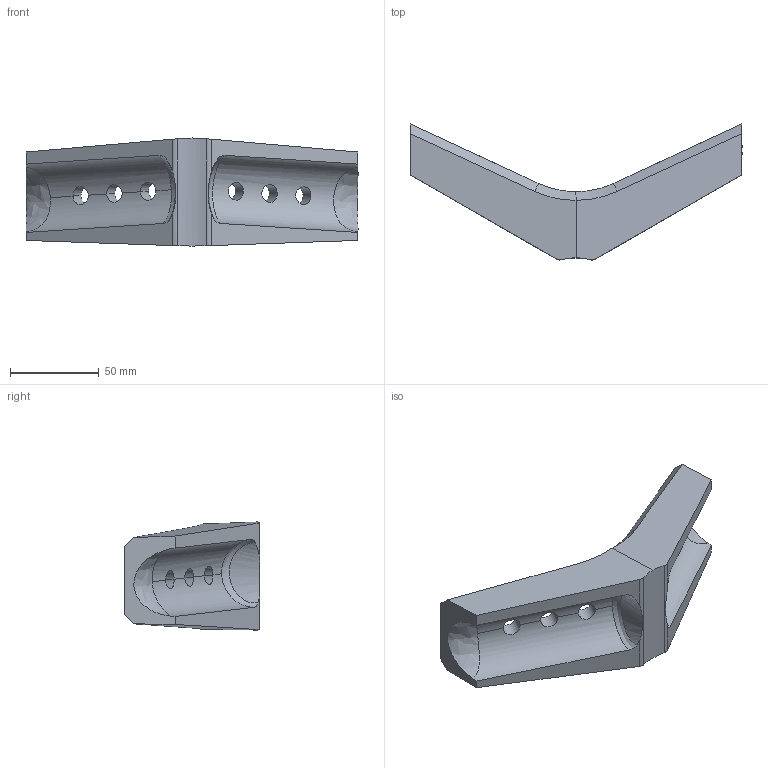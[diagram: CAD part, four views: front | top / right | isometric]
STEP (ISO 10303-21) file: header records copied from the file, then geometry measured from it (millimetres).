
FILE_DESCRIPTION (( 'STEP AP214' ), '1' );
FILE_NAME ('15 - frame head - bottom.STEP', '2016-11-26T22:28:49', ( '' ), ( '' ), 'SwSTEP 2.0', 'SolidWorks 2014', '' );
FILE_SCHEMA (( 'AUTOMOTIVE_DESIGN' ));
Length unit declared in the file: millimetre
Products named in the file (1): 15 - frame head - bottom
Bounding box: 187.43 x 76.75 x 61.04 mm (x, y, z)
Volume: 216527.1 mm3; surface area: 42247.8 mm2
Topology: 1 solids, 1 shells, 59 faces, 175 edges, 115 vertices
Faces by surface type: cylinder 25, plane 22, bspline 12
Entity records: 4266 total; most frequent: CARTESIAN_POINT 2180, ORIENTED_EDGE 350, DIRECTION 210, EDGE_CURVE 175, VERTEX_POINT 115, LINE 82, VECTOR 82, EDGE_LOOP 68
